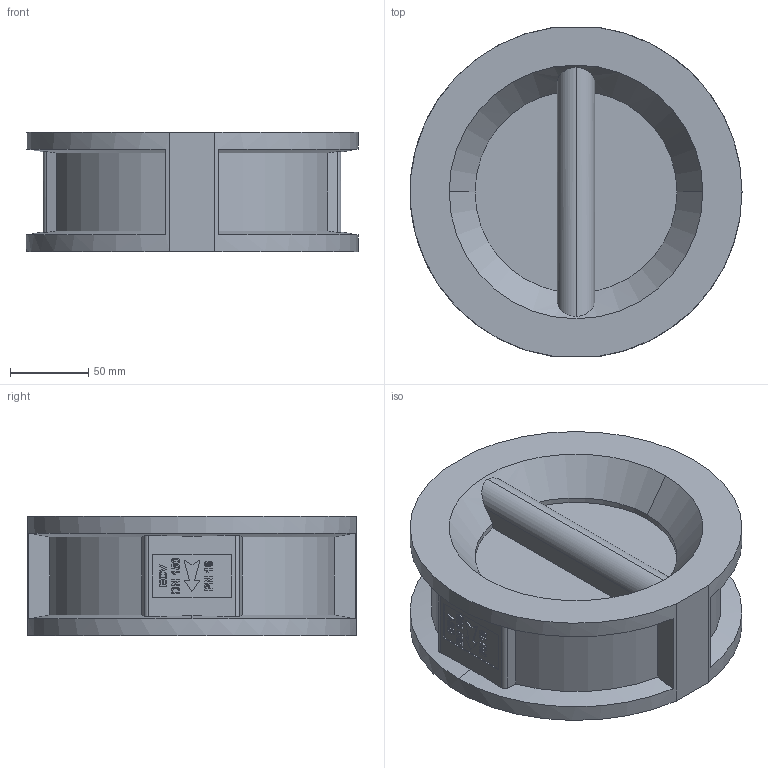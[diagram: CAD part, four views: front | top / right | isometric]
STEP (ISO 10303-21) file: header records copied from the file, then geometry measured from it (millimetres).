
FILE_DESCRIPTION (( 'STEP AP214' ), '1' );
FILE_NAME ('ECV DN 150 PN16.STEP', '2009-04-10T07:22:55', ( ' ' ), ( '' ), 'SwSTEP 2.0', 'SolidWorks 2007', '' );
FILE_SCHEMA (( 'AUTOMOTIVE_DESIGN' ));
Length unit declared in the file: millimetre
Products named in the file (1): ECV DN 150 PN16
Bounding box: 212 x 210 x 76 mm (x, y, z)
Volume: 1202540.9 mm3; surface area: 189578.5 mm2
Topology: 1 solids, 1 shells, 417 faces, 1118 edges, 740 vertices
Faces by surface type: plane 247, bspline 128, cylinder 34, cone 8
Entity records: 19885 total; most frequent: CARTESIAN_POINT 10012, ORIENTED_EDGE 2236, DIRECTION 1458, EDGE_CURVE 1118, VECTOR 750, LINE 750, VERTEX_POINT 740, EDGE_LOOP 466
